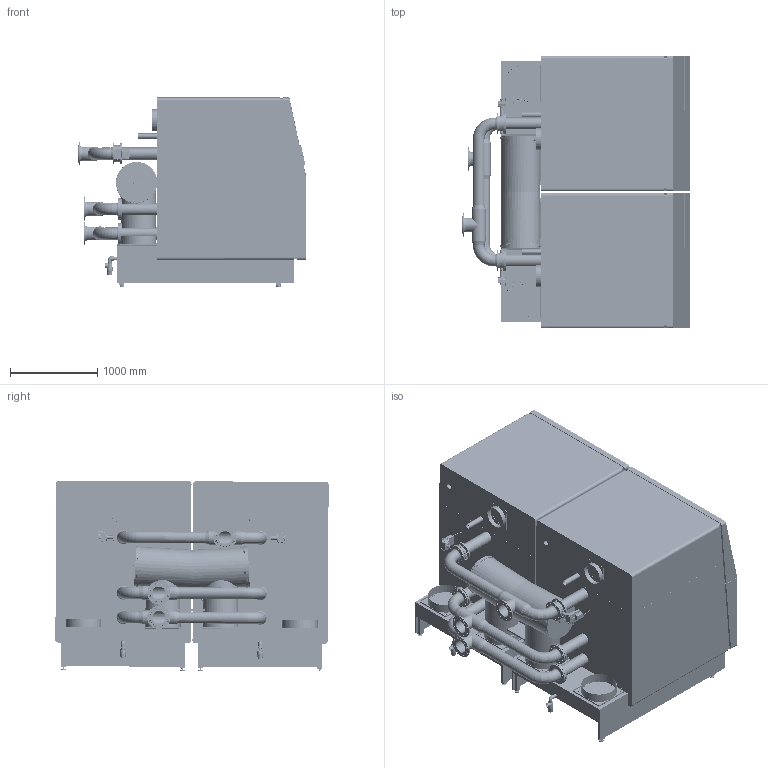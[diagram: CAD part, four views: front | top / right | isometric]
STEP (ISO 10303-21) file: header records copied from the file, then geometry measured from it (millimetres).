
FILE_DESCRIPTION(('CATIA V5 STEP Exchange'),'2;1');
FILE_NAME('4212692 UG_(1700D, 2000D).stp','2014-04-03T15:07:17+00:00',('N.N.'),('Hovalwerke AG FL-9490 Vaduz'),'CATIA Version 5 Release 20 SP 7 (IN-10)','CATIA V5 STEP AP203','none');
FILE_SCHEMA(('CONFIG_CONTROL_DESIGN'));
Products named in the file (15): 4212692_UG (1700D, 2000D) Planerdaten 3D CSM_10457672_C83_000_00; 4212682_UG (850,1000) Planerdaten 3D CSM_10408361_C85_000_00; 6025797; 6025655; 6010014; 6010013; 6011785; 6019384; Product1; 6012533; 6020353_Abgassammler DN500_10321630_C83_000_00; 6020274; 2022548; 2028546; 2031068
Assembly tree (73 placements, depth 5):
  4212692_UG (1700D, 2000D) Planerdaten 3D CSM_10457672_C83_000_00
    4212682_UG (850,1000) Planerdaten 3D CSM_10408361_C85_000_00  x2
      #66
      6025797
        #4321
        #6779
        #9871
        6025655
          #10246
          #13611
          #17749
        #18098  x2
      #19743
      6010014
        #19926
        6010013
          #23926
          #24621
      #24816
      6011785
        #25226
        #25395
      #26127
      #26587
      6019384
        #27532
        #29534
      Product1
        #30243
        #31787
      6012533
        #32387
        #32556
        #33318  x2
    6020353_Abgassammler DN500_10321630_C83_000_00
      #33943
      #39207  x2
    6020274  x3
      #39884
      #40610
      #40995
      #41164
      #41456
      #26587
    2022548  x2
      2028546
        #42437
        #45228
        #46654
        #47349
        #51448
        #56741
      2031068
        #59472
        #73182
        #74504
        #80676
Bounding box: 2601.01 x 3128.65 x 2183.61 mm (x, y, z)
Volume: 10719592370.2 mm3; surface area: 107051319.8 mm2
Topology: 176 solids, 176 shells, 6035 faces, 15092 edges, 9578 vertices
Faces by surface type: plane 2769, cylinder 2020, torus 506, cone 486, bspline 210, sphere 24, revolution 20
Full cylindrical faces by diameter (mm): 402 x4, 406 x4
Entity records: 80790 total; most frequent: CARTESIAN_POINT 24591, ORIENTED_EDGE 12476, DIRECTION 9139, EDGE_CURVE 6238, VERTEX_POINT 3942, AXIS2_PLACEMENT_3D 3893, VECTOR 3402, LINE 3402
